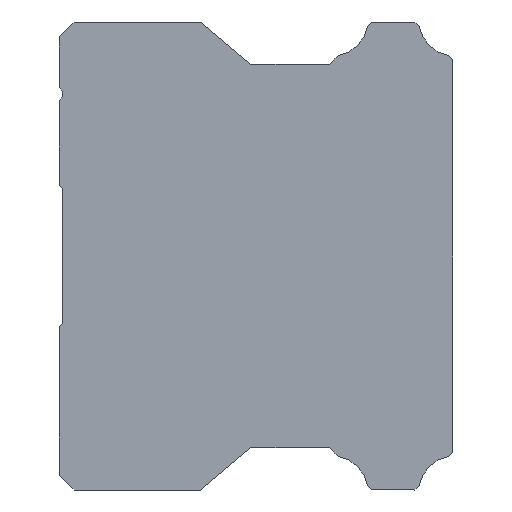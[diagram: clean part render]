
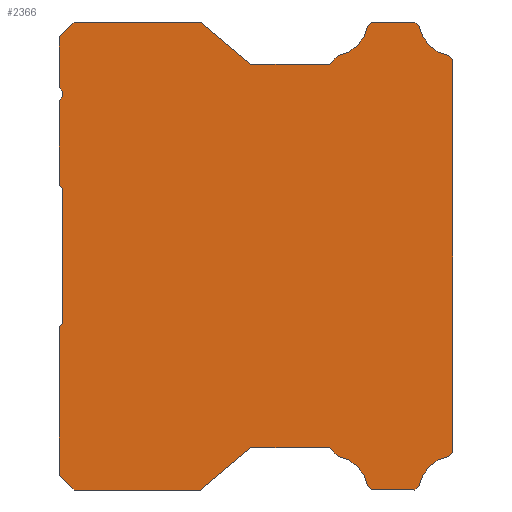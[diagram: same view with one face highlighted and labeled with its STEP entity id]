
A CAD part, front view. The second image highlights one B-rep face of the part: STEP entity #2366.
In plain terms, the highlighted planar face has unit normal (0, -1, 0).
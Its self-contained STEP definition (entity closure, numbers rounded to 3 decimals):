
#40=VECTOR('',#3057,1.);
#43=VECTOR('',#3061,1.);
#46=VECTOR('',#3065,1.);
#49=VECTOR('',#3069,1.);
#52=VECTOR('',#3073,1.);
#55=VECTOR('',#3077,1.);
#58=VECTOR('',#3081,1.);
#61=VECTOR('',#3085,1.);
#65=VECTOR('',#3096,1.);
#68=VECTOR('',#3100,1.);
#71=VECTOR('',#3104,1.);
#75=VECTOR('',#3115,1.);
#78=VECTOR('',#3119,1.);
#81=VECTOR('',#3123,1.);
#85=VECTOR('',#3134,1.);
#88=VECTOR('',#3138,1.);
#91=VECTOR('',#3142,1.);
#95=VECTOR('',#3153,1.);
#98=VECTOR('',#3157,1.);
#101=VECTOR('',#3161,1.);
#104=VECTOR('',#3165,1.);
#107=VECTOR('',#3169,1.);
#110=VECTOR('',#3173,1.);
#114=VECTOR('',#3184,1.);
#115=VECTOR('',#3186,1.);
#123=LINE('',#4372,#40);
#126=LINE('',#4378,#43);
#129=LINE('',#4384,#46);
#132=LINE('',#4390,#49);
#135=LINE('',#4396,#52);
#138=LINE('',#4402,#55);
#141=LINE('',#4408,#58);
#144=LINE('',#4414,#61);
#148=LINE('',#4426,#65);
#151=LINE('',#4432,#68);
#154=LINE('',#4438,#71);
#158=LINE('',#4450,#75);
#161=LINE('',#4456,#78);
#164=LINE('',#4462,#81);
#168=LINE('',#4474,#85);
#171=LINE('',#4480,#88);
#174=LINE('',#4486,#91);
#178=LINE('',#4498,#95);
#181=LINE('',#4504,#98);
#184=LINE('',#4510,#101);
#187=LINE('',#4516,#104);
#190=LINE('',#4522,#107);
#193=LINE('',#4528,#110);
#197=LINE('',#4540,#114);
#198=LINE('',#4542,#115);
#305=PLANE('',#2630);
#367=VERTEX_POINT('',#3651);
#368=VERTEX_POINT('',#3653);
#503=VERTEX_POINT('',#4367);
#504=VERTEX_POINT('',#4369);
#506=VERTEX_POINT('',#4377);
#508=VERTEX_POINT('',#4383);
#510=VERTEX_POINT('',#4389);
#512=VERTEX_POINT('',#4395);
#514=VERTEX_POINT('',#4401);
#516=VERTEX_POINT('',#4407);
#518=VERTEX_POINT('',#4413);
#520=VERTEX_POINT('',#4419);
#522=VERTEX_POINT('',#4425);
#524=VERTEX_POINT('',#4431);
#526=VERTEX_POINT('',#4437);
#528=VERTEX_POINT('',#4443);
#530=VERTEX_POINT('',#4449);
#532=VERTEX_POINT('',#4455);
#534=VERTEX_POINT('',#4461);
#536=VERTEX_POINT('',#4467);
#538=VERTEX_POINT('',#4473);
#540=VERTEX_POINT('',#4479);
#542=VERTEX_POINT('',#4485);
#544=VERTEX_POINT('',#4491);
#546=VERTEX_POINT('',#4497);
#548=VERTEX_POINT('',#4503);
#550=VERTEX_POINT('',#4509);
#552=VERTEX_POINT('',#4515);
#554=VERTEX_POINT('',#4521);
#556=VERTEX_POINT('',#4527);
#558=VERTEX_POINT('',#4533);
#560=VERTEX_POINT('',#4539);
#566=CIRCLE('',#2378,0.6);
#699=CIRCLE('',#2591,0.6);
#701=CIRCLE('',#2601,4.95);
#703=CIRCLE('',#2607,4.95);
#705=CIRCLE('',#2613,4.95);
#707=CIRCLE('',#2619,4.95);
#709=CIRCLE('',#2628,1.);
#770=EDGE_CURVE('',#368,#367,#566,.T.);
#959=EDGE_CURVE('',#504,#503,#699,.T.);
#962=EDGE_CURVE('',#504,#367,#123,.T.);
#965=EDGE_CURVE('',#506,#503,#126,.T.);
#968=EDGE_CURVE('',#508,#506,#129,.T.);
#971=EDGE_CURVE('',#510,#508,#132,.T.);
#974=EDGE_CURVE('',#512,#510,#135,.T.);
#977=EDGE_CURVE('',#514,#512,#138,.T.);
#980=EDGE_CURVE('',#516,#514,#141,.T.);
#983=EDGE_CURVE('',#518,#516,#144,.T.);
#986=EDGE_CURVE('',#520,#518,#701,.F.);
#989=EDGE_CURVE('',#522,#520,#148,.T.);
#992=EDGE_CURVE('',#524,#522,#151,.T.);
#995=EDGE_CURVE('',#526,#524,#154,.T.);
#998=EDGE_CURVE('',#528,#526,#703,.F.);
#1001=EDGE_CURVE('',#530,#528,#158,.F.);
#1004=EDGE_CURVE('',#532,#530,#161,.F.);
#1007=EDGE_CURVE('',#534,#532,#164,.F.);
#1010=EDGE_CURVE('',#536,#534,#705,.F.);
#1013=EDGE_CURVE('',#538,#536,#168,.T.);
#1016=EDGE_CURVE('',#540,#538,#171,.T.);
#1019=EDGE_CURVE('',#542,#540,#174,.T.);
#1022=EDGE_CURVE('',#544,#542,#707,.F.);
#1025=EDGE_CURVE('',#546,#544,#178,.T.);
#1028=EDGE_CURVE('',#548,#546,#181,.T.);
#1031=EDGE_CURVE('',#550,#548,#184,.T.);
#1034=EDGE_CURVE('',#552,#550,#187,.T.);
#1037=EDGE_CURVE('',#554,#552,#190,.T.);
#1040=EDGE_CURVE('',#556,#554,#193,.T.);
#1043=EDGE_CURVE('',#558,#556,#709,.F.);
#1046=EDGE_CURVE('',#560,#558,#197,.T.);
#1047=EDGE_CURVE('',#368,#560,#198,.T.);
#1659=ORIENTED_EDGE('',*,*,#1046,.F.);
#1660=ORIENTED_EDGE('',*,*,#1047,.F.);
#1661=ORIENTED_EDGE('',*,*,#770,.T.);
#1662=ORIENTED_EDGE('',*,*,#962,.F.);
#1663=ORIENTED_EDGE('',*,*,#959,.T.);
#1664=ORIENTED_EDGE('',*,*,#965,.F.);
#1665=ORIENTED_EDGE('',*,*,#968,.F.);
#1666=ORIENTED_EDGE('',*,*,#971,.F.);
#1667=ORIENTED_EDGE('',*,*,#974,.F.);
#1668=ORIENTED_EDGE('',*,*,#977,.F.);
#1669=ORIENTED_EDGE('',*,*,#980,.F.);
#1670=ORIENTED_EDGE('',*,*,#983,.F.);
#1671=ORIENTED_EDGE('',*,*,#986,.F.);
#1672=ORIENTED_EDGE('',*,*,#989,.F.);
#1673=ORIENTED_EDGE('',*,*,#992,.F.);
#1674=ORIENTED_EDGE('',*,*,#995,.F.);
#1675=ORIENTED_EDGE('',*,*,#998,.F.);
#1676=ORIENTED_EDGE('',*,*,#1001,.F.);
#1677=ORIENTED_EDGE('',*,*,#1004,.F.);
#1678=ORIENTED_EDGE('',*,*,#1007,.F.);
#1679=ORIENTED_EDGE('',*,*,#1010,.F.);
#1680=ORIENTED_EDGE('',*,*,#1013,.F.);
#1681=ORIENTED_EDGE('',*,*,#1016,.F.);
#1682=ORIENTED_EDGE('',*,*,#1019,.F.);
#1683=ORIENTED_EDGE('',*,*,#1022,.F.);
#1684=ORIENTED_EDGE('',*,*,#1025,.F.);
#1685=ORIENTED_EDGE('',*,*,#1028,.F.);
#1686=ORIENTED_EDGE('',*,*,#1031,.F.);
#1687=ORIENTED_EDGE('',*,*,#1034,.F.);
#1688=ORIENTED_EDGE('',*,*,#1037,.F.);
#1689=ORIENTED_EDGE('',*,*,#1040,.F.);
#1690=ORIENTED_EDGE('',*,*,#1043,.F.);
#1974=EDGE_LOOP('',(#1659,#1660,#1661,#1662,#1663,#1664,#1665,#1666,#1667,
#1668,#1669,#1670,#1671,#1672,#1673,#1674,#1675,#1676,#1677,#1678,#1679,
#1680,#1681,#1682,#1683,#1684,#1685,#1686,#1687,#1688,#1689,#1690));
#2224=FACE_BOUND('',#1974,.T.);
#2366=ADVANCED_FACE('',(#2224),#305,.F.);
#2378=AXIS2_PLACEMENT_3D('',#3652,#2651,#2652);
#2591=AXIS2_PLACEMENT_3D('',#4368,#3053,#3054);
#2601=AXIS2_PLACEMENT_3D('',#4420,#3091,#3092);
#2607=AXIS2_PLACEMENT_3D('',#4444,#3110,#3111);
#2613=AXIS2_PLACEMENT_3D('',#4468,#3129,#3130);
#2619=AXIS2_PLACEMENT_3D('',#4492,#3148,#3149);
#2628=AXIS2_PLACEMENT_3D('',#4534,#3179,#3180);
#2630=AXIS2_PLACEMENT_3D('',#4541,#3185,$);
#2651=DIRECTION('',(0.,1.,0.));
#2652=DIRECTION('',(0.,0.,0.6));
#3053=DIRECTION('',(0.,1.,0.));
#3054=DIRECTION('',(0.,0.,0.6));
#3057=DIRECTION('',(0.,0.,1.));
#3061=DIRECTION('',(0.707,0.,0.707));
#3065=DIRECTION('',(0.,0.,1.));
#3069=DIRECTION('',(-0.707,0.,0.707));
#3073=DIRECTION('',(-1.,0.,0.));
#3077=DIRECTION('',(-0.766,0.,-0.643));
#3081=DIRECTION('',(-1.,0.,0.));
#3085=DIRECTION('',(-0.707,0.,0.707));
#3091=DIRECTION('',(0.,1.,0.));
#3092=DIRECTION('',(0.,0.,4.95));
#3096=DIRECTION('',(-0.707,0.,0.707));
#3100=DIRECTION('',(-1.,0.,0.));
#3104=DIRECTION('',(-0.707,0.,-0.707));
#3110=DIRECTION('',(0.,1.,0.));
#3111=DIRECTION('',(0.,0.,4.95));
#3115=DIRECTION('',(0.707,0.,0.707));
#3119=DIRECTION('',(0.,0.,1.));
#3123=DIRECTION('',(-0.707,0.,0.707));
#3129=DIRECTION('',(0.,1.,0.));
#3130=DIRECTION('',(0.,0.,4.95));
#3134=DIRECTION('',(0.707,0.,-0.707));
#3138=DIRECTION('',(1.,0.,0.));
#3142=DIRECTION('',(0.707,0.,0.707));
#3148=DIRECTION('',(0.,1.,0.));
#3149=DIRECTION('',(0.,0.,4.95));
#3153=DIRECTION('',(0.707,0.,0.707));
#3157=DIRECTION('',(1.,0.,0.));
#3161=DIRECTION('',(0.766,0.,-0.643));
#3165=DIRECTION('',(1.,0.,0.));
#3169=DIRECTION('',(0.707,0.,0.707));
#3173=DIRECTION('',(0.,0.,1.));
#3179=DIRECTION('',(0.,1.,0.));
#3180=DIRECTION('',(0.,0.,1.));
#3184=DIRECTION('',(0.,0.,1.));
#3185=DIRECTION('',(0.,1.,0.));
#3186=DIRECTION('',(-0.707,0.,0.707));
#3651=CARTESIAN_POINT('',(-26.,0.,8.751));
#3652=CARTESIAN_POINT('',(-26.6,0.,8.751));
#3653=CARTESIAN_POINT('',(-26.176,0.,9.176));
#4367=CARTESIAN_POINT('',(-26.176,0.,-9.176));
#4368=CARTESIAN_POINT('',(-26.6,0.,-8.752));
#4369=CARTESIAN_POINT('',(-26.,0.,-8.752));
#4372=CARTESIAN_POINT('',(-26.,0.,6.524));
#4377=CARTESIAN_POINT('',(-26.5,0.,-9.5));
#4378=CARTESIAN_POINT('',(-18.638,0.,-1.638));
#4383=CARTESIAN_POINT('',(-26.5,0.,-29.5));
#4384=CARTESIAN_POINT('',(-26.5,0.,6.15));
#4389=CARTESIAN_POINT('',(-24.5,0.,-31.5));
#4390=CARTESIAN_POINT('',(-39.45,0.,-16.55));
#4395=CARTESIAN_POINT('',(-7.5,0.,-31.5));
#4396=CARTESIAN_POINT('',(-17.25,0.,-31.5));
#4401=CARTESIAN_POINT('',(-0.707,0.,-25.8));
#4402=CARTESIAN_POINT('',(-0.099,0.,-25.29));
#4407=CARTESIAN_POINT('',(9.9,0.,-25.8));
#4408=CARTESIAN_POINT('',(-8.55,0.,-25.8));
#4413=CARTESIAN_POINT('',(11.065,0.,-26.965));
#4414=CARTESIAN_POINT('',(-11.225,0.,-4.675));
#4419=CARTESIAN_POINT('',(15.035,0.,-30.935));
#4420=CARTESIAN_POINT('',(10.167,0.,-31.833));
#4425=CARTESIAN_POINT('',(15.6,0.,-31.5));
#4426=CARTESIAN_POINT('',(-8.657,0.,-7.243));
#4431=CARTESIAN_POINT('',(21.4,0.,-31.5));
#4432=CARTESIAN_POINT('',(-2.8,0.,-31.5));
#4437=CARTESIAN_POINT('',(21.965,0.,-30.935));
#4438=CARTESIAN_POINT('',(22.907,0.,-29.993));
#4443=CARTESIAN_POINT('',(25.935,0.,-26.965));
#4444=CARTESIAN_POINT('',(26.833,0.,-31.833));
#4449=CARTESIAN_POINT('',(26.5,0.,-26.4));
#4450=CARTESIAN_POINT('',(25.175,0.,-27.725));
#4455=CARTESIAN_POINT('',(26.5,0.,26.4));
#4456=CARTESIAN_POINT('',(26.5,0.,24.1));
#4461=CARTESIAN_POINT('',(25.935,0.,26.965));
#4462=CARTESIAN_POINT('',(14.275,0.,38.625));
#4467=CARTESIAN_POINT('',(21.965,0.,30.935));
#4468=CARTESIAN_POINT('',(26.833,0.,31.833));
#4473=CARTESIAN_POINT('',(21.4,0.,31.5));
#4474=CARTESIAN_POINT('',(12.007,0.,40.893));
#4479=CARTESIAN_POINT('',(15.6,0.,31.5));
#4480=CARTESIAN_POINT('',(-2.8,0.,31.5));
#4485=CARTESIAN_POINT('',(15.035,0.,30.935));
#4486=CARTESIAN_POINT('',(2.243,0.,18.143));
#4491=CARTESIAN_POINT('',(11.065,0.,26.965));
#4492=CARTESIAN_POINT('',(10.167,0.,31.833));
#4497=CARTESIAN_POINT('',(9.9,0.,25.8));
#4498=CARTESIAN_POINT('',(-0.325,0.,15.575));
#4503=CARTESIAN_POINT('',(-0.707,0.,25.8));
#4504=CARTESIAN_POINT('',(-8.55,0.,25.8));
#4509=CARTESIAN_POINT('',(-7.5,0.,31.5));
#4510=CARTESIAN_POINT('',(-10.833,0.,34.297));
#4515=CARTESIAN_POINT('',(-24.5,0.,31.5));
#4516=CARTESIAN_POINT('',(-25.75,0.,31.5));
#4521=CARTESIAN_POINT('',(-26.5,0.,29.5));
#4522=CARTESIAN_POINT('',(-28.55,0.,27.45));
#4527=CARTESIAN_POINT('',(-26.5,0.,22.666));
#4528=CARTESIAN_POINT('',(-26.5,0.,25.65));
#4533=CARTESIAN_POINT('',(-26.5,0.,20.934));
#4534=CARTESIAN_POINT('',(-27.,0.,21.8));
#4539=CARTESIAN_POINT('',(-26.5,0.,9.5));
#4540=CARTESIAN_POINT('',(-26.5,0.,21.367));
#4541=CARTESIAN_POINT('',(-27.,0.,21.8));
#4542=CARTESIAN_POINT('',(-29.538,0.,12.538));
